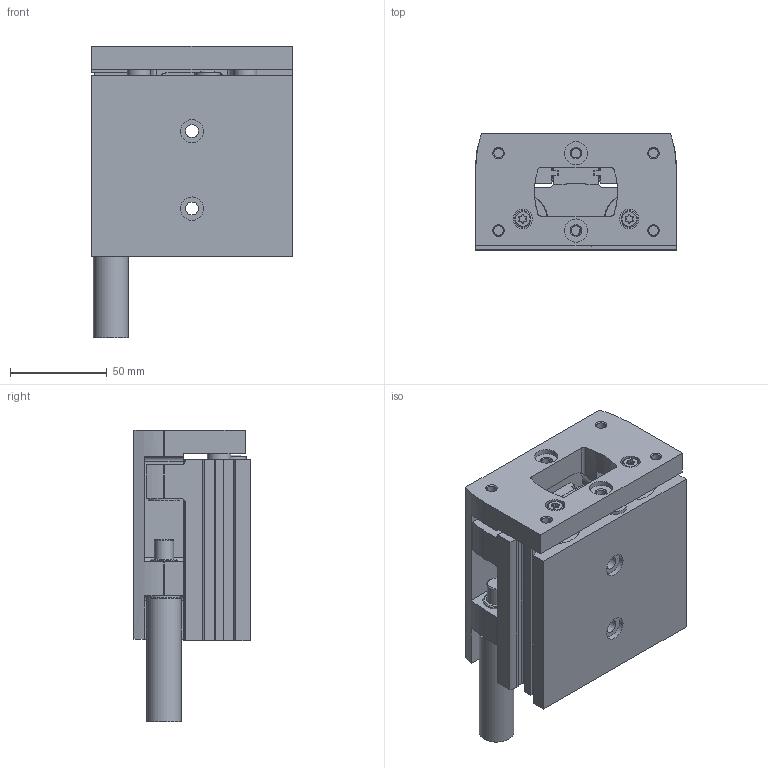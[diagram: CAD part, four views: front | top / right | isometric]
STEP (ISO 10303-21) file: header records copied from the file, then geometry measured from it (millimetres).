
FILE_DESCRIPTION(/* description */ ('STEP AP214'),/* implementation_level */ '2;1');
FILE_NAME(/* name */ '8085191_DGST-25-30-Y12A',/* time_stamp */ '2024-08-16T07:48:09+02:00',/* author */ ('License CC BY-ND 4.0'),/* organization */ ('CADENAS'),/* preprocessor_version */ 'ST-DEVELOPER v19.3',/* originating_system */ 'PARTsolutions',/* authorisation */ ' ');
FILE_SCHEMA (('AUTOMOTIVE_DESIGN {1 0 10303 214 3 1 1}'));
Length unit declared in the file: millimetre
Products named in the file (6): 8085191 DGST-25-30-Y12A---(0-high); 8073897 DGST-25-30---Y12---(mechanical-high)h; 8073897 DGST-25-30---(mechanical-high)s; 8074429 DYEF-G8-M14x1; 4648504 DYSS-10-10-Y1F---(1_0_0); 4648504 DYSS-10-10-Y1F---(2_0_0)
Assembly tree (6 placements, depth 2):
  8085191 DGST-25-30-Y12A---(0-high)
    8073897 DGST-25-30---Y12---(mechanical-high)h
    8073897 DGST-25-30---(mechanical-high)s
    8074429 DYEF-G8-M14x1  x2
    4648504 DYSS-10-10-Y1F---(1_0_0)
    4648504 DYSS-10-10-Y1F---(2_0_0)
Bounding box: 104 x 60 x 150.5 mm (x, y, z)
Volume: 543619.5 mm3; surface area: 130063.7 mm2
Topology: 6 solids, 6 shells, 635 faces, 1510 edges, 981 vertices
Faces by surface type: plane 300, cylinder 271, cone 49, torus 15
Full cylindrical faces by diameter (mm): 4 x2, 4.917 x12, 5.5 x6, 5.6 x4, 6.5 x6, 6.647 x2, 6.98 x1, 7.9 x2, 8.5 x2, 8.566 x2, 8.7 x2, 9 x1, 10 x10, 10.2 x2, 11 x6, 12 x6, 12.1 x2, 12.5 x2, 12.917 x4, 13 x1, 14 x2, 14.2 x2, 16 x2, 16.5 x2, 18 x2, 25 x6
Entity records: 18976 total; most frequent: DIRECTION 3154, CARTESIAN_POINT 2947, ORIENTED_EDGE 2658, EDGE_CURVE 1329, AXIS2_PLACEMENT_3D 1216, VERTEX_POINT 955, EDGE_LOOP 858, FACE_BOUND 858
